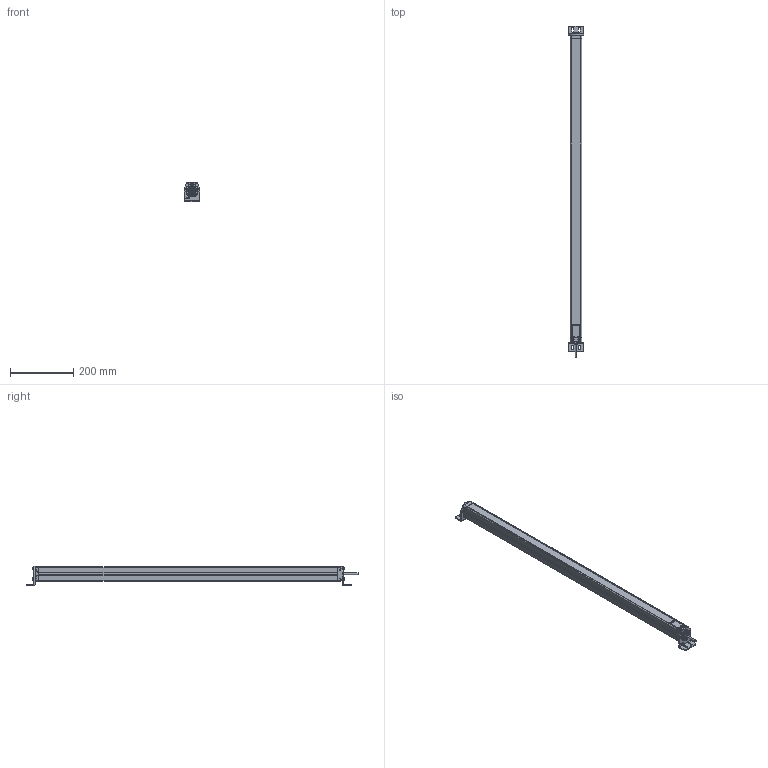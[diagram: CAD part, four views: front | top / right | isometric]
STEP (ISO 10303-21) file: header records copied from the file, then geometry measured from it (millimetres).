
FILE_DESCRIPTION((''),'2;1');
FILE_NAME('139522_ASM','2015-12-02T',('pdmadmin'),(''),'PRO/ENGINEER BY PARAMETRIC TECHNOLOGY CORPORATION, 2013230','PRO/ENGINEER BY PARAMETRIC TECHNOLOGY CORPORATION, 2013230','');
FILE_SCHEMA(('CONFIG_CONTROL_DESIGN'));
Length unit declared in the file: inch
Products named in the file (22): 111900; 131958; 111912; 113245_ASM; 125310; 113680; 109551; 123800_AF1466; 114466; 113974; 120095; 111625; 120372; 122072; 120191_AF1; 121071_AF2_ASM; 123801_AF1167; 111834; 111835; 111087; 58892_GENERIC; 139522_ASM
Assembly tree (33 placements, depth 3):
  139522_ASM
    113245_ASM
      111900
      131958
      111912
    125310
    113680
    109551
    123800_AF1466
    114466  x8
    113974
    121071_AF2_ASM
      120095
      111625
      120372
      122072
      120191_AF1
    123801_AF1167
    111834
    111835  x2
    111087  x2
    58892_GENERIC  x4
Bounding box: 50 x 1050 x 63 mm (x, y, z)
Volume: 644647.3 mm3; surface area: 411189.3 mm2
Topology: 32 solids, 40 shells, 3174 faces, 8682 edges, 5643 vertices
Faces by surface type: plane 1745, cylinder 1133, bspline 182, torus 62, cone 28, sphere 24
Entity records: 58376 total; most frequent: CARTESIAN_POINT 18843, ORIENTED_EDGE 8266, DIRECTION 7831, EDGE_CURVE 4149, VECTOR 2955, LINE 2955, VERTEX_POINT 2664, AXIS2_PLACEMENT_3D 2438
